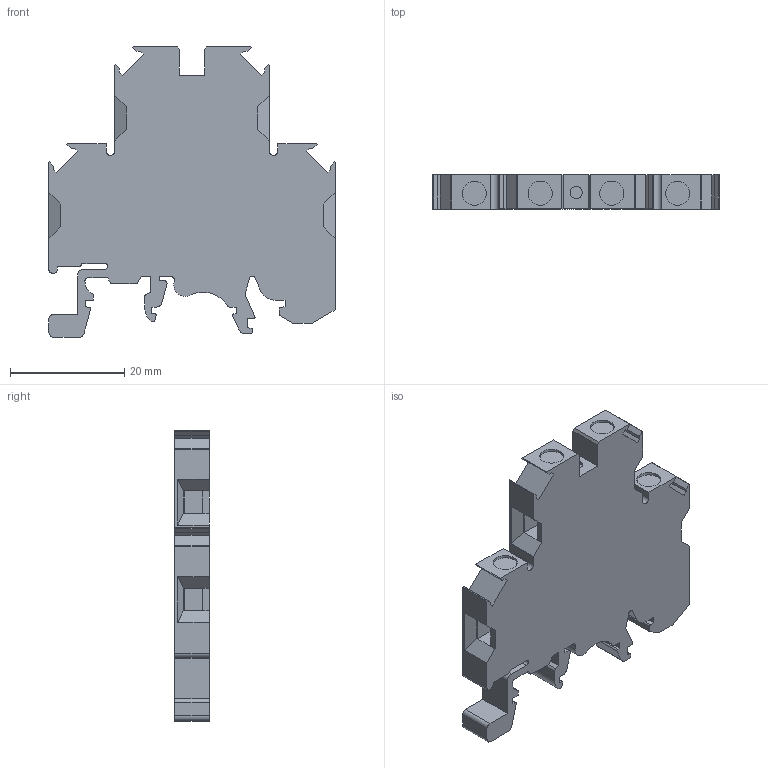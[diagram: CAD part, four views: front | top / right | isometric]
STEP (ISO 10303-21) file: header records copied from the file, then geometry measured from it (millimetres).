
FILE_DESCRIPTION(/* description */ ('Unknown'),/* implementation_level */ '2;1');
FILE_NAME(/* name */ 'KU2D4_GY_3D',/* time_stamp */ '2019-09-14T17:32:54+05:00',/* author */ ('Unknown'),/* organization */ ('Unknown'),/* preprocessor_version */ 'ST-DEVELOPER v16.7',/* originating_system */ 'DEX',/* authorisation */ $);
FILE_SCHEMA (('AUTOMOTIVE_DESIGN {1 0 10303 214 3 1 1}'));
Length unit declared in the file: millimetre
Products named in the file (1): KU2D4
Bounding box: 50 x 6 x 50.8 mm (x, y, z)
Volume: 9655.7 mm3; surface area: 5828.1 mm2
Topology: 1 solids, 1 shells, 184 faces, 515 edges, 338 vertices
Faces by surface type: plane 149, cylinder 35
Full cylindrical faces by diameter (mm): 2.113 x1, 4.2 x4
Entity records: 5846 total; most frequent: CARTESIAN_POINT 1033, ORIENTED_EDGE 1020, DIRECTION 950, EDGE_CURVE 510, LINE 440, VECTOR 440, VERTEX_POINT 338, AXIS2_PLACEMENT_3D 255
